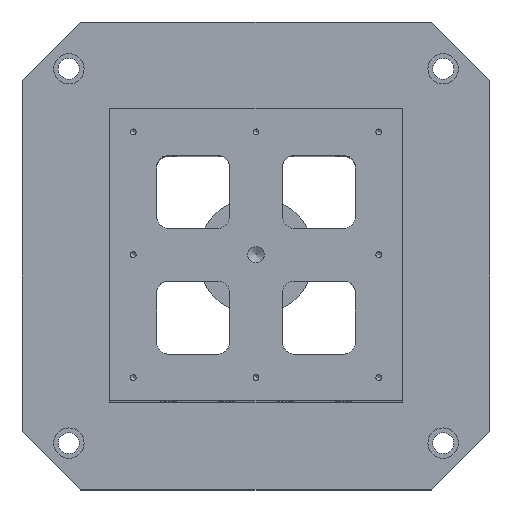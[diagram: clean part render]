
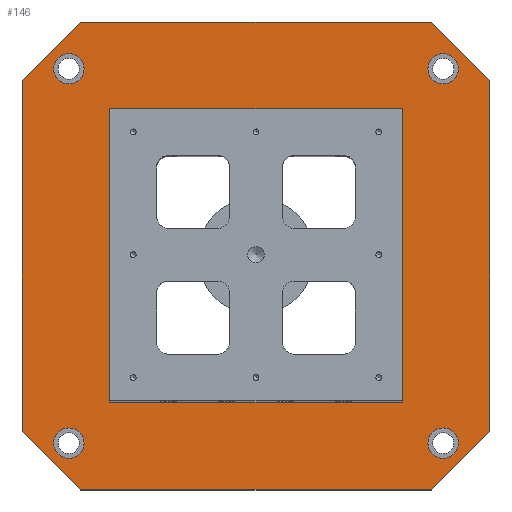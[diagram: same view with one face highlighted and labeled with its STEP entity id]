
A CAD part, top view. The second image highlights one B-rep face of the part: STEP entity #146.
In plain terms, the highlighted planar face has unit normal (0, 0, 1).
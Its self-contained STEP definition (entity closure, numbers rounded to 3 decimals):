
#146 = ADVANCED_FACE( '', ( #719, #720, #721, #722, #723, #724 ), #725, .F. );
#719 = FACE_BOUND( '', #2010, .T. );
#720 = FACE_BOUND( '', #2011, .T. );
#721 = FACE_BOUND( '', #2012, .T. );
#722 = FACE_BOUND( '', #2013, .T. );
#723 = FACE_OUTER_BOUND( '', #2014, .T. );
#724 = FACE_BOUND( '', #2015, .T. );
#725 = PLANE( '', #2016 );
#2010 = EDGE_LOOP( '', ( #3840 ) );
#2011 = EDGE_LOOP( '', ( #3841 ) );
#2012 = EDGE_LOOP( '', ( #3842 ) );
#2013 = EDGE_LOOP( '', ( #3843 ) );
#2014 = EDGE_LOOP( '', ( #3844, #3845, #3846, #3847, #3848, #3849, #3850, #3851 ) );
#2015 = EDGE_LOOP( '', ( #3852, #3853, #3854, #3855 ) );
#2016 = AXIS2_PLACEMENT_3D( '', #3856, #3857, #3858 );
#3840 = ORIENTED_EDGE( '', *, *, #6301, .T. );
#3841 = ORIENTED_EDGE( '', *, *, #6305, .T. );
#3842 = ORIENTED_EDGE( '', *, *, #6309, .T. );
#3843 = ORIENTED_EDGE( '', *, *, #6313, .T. );
#3844 = ORIENTED_EDGE( '', *, *, #6498, .T. );
#3845 = ORIENTED_EDGE( '', *, *, #6499, .T. );
#3846 = ORIENTED_EDGE( '', *, *, #6500, .T. );
#3847 = ORIENTED_EDGE( '', *, *, #6102, .T. );
#3848 = ORIENTED_EDGE( '', *, *, #6501, .T. );
#3849 = ORIENTED_EDGE( '', *, *, #6502, .T. );
#3850 = ORIENTED_EDGE( '', *, *, #6503, .T. );
#3851 = ORIENTED_EDGE( '', *, *, #6504, .T. );
#3852 = ORIENTED_EDGE( '', *, *, #6505, .F. );
#3853 = ORIENTED_EDGE( '', *, *, #6506, .F. );
#3854 = ORIENTED_EDGE( '', *, *, #6507, .F. );
#3855 = ORIENTED_EDGE( '', *, *, #6508, .F. );
#3856 = CARTESIAN_POINT( '', ( -200., 200., 50. ) );
#3857 = DIRECTION( '', ( 0., 0., -1. ) );
#3858 = DIRECTION( '', ( -1., 0., 0. ) );
#6102 = EDGE_CURVE( '', #7090, #7091, #7092, .F. );
#6301 = EDGE_CURVE( '', #7435, #7435, #7436, .T. );
#6305 = EDGE_CURVE( '', #7443, #7443, #7444, .T. );
#6309 = EDGE_CURVE( '', #7451, #7451, #7452, .T. );
#6313 = EDGE_CURVE( '', #7459, #7459, #7460, .T. );
#6498 = EDGE_CURVE( '', #7784, #7785, #7786, .T. );
#6499 = EDGE_CURVE( '', #7785, #7787, #7788, .F. );
#6500 = EDGE_CURVE( '', #7787, #7090, #7789, .T. );
#6501 = EDGE_CURVE( '', #7091, #7790, #7791, .T. );
#6502 = EDGE_CURVE( '', #7790, #7792, #7793, .F. );
#6503 = EDGE_CURVE( '', #7792, #7794, #7795, .T. );
#6504 = EDGE_CURVE( '', #7794, #7784, #7796, .F. );
#6505 = EDGE_CURVE( '', #7797, #7798, #7799, .T. );
#6506 = EDGE_CURVE( '', #7800, #7797, #7801, .T. );
#6507 = EDGE_CURVE( '', #7802, #7800, #7803, .T. );
#6508 = EDGE_CURVE( '', #7798, #7802, #7804, .T. );
#7090 = VERTEX_POINT( '', #8664 );
#7091 = VERTEX_POINT( '', #8665 );
#7092 = LINE( '', #8666, #8667 );
#7435 = VERTEX_POINT( '', #10875 );
#7436 = CIRCLE( '', #10876, 13. );
#7443 = VERTEX_POINT( '', #10883 );
#7444 = CIRCLE( '', #10884, 13. );
#7451 = VERTEX_POINT( '', #10891 );
#7452 = CIRCLE( '', #10892, 13. );
#7459 = VERTEX_POINT( '', #10899 );
#7460 = CIRCLE( '', #10900, 13. );
#7784 = VERTEX_POINT( '', #11332 );
#7785 = VERTEX_POINT( '', #11333 );
#7786 = LINE( '', #11334, #11335 );
#7787 = VERTEX_POINT( '', #11336 );
#7788 = LINE( '', #11337, #11338 );
#7789 = LINE( '', #11339, #11340 );
#7790 = VERTEX_POINT( '', #11341 );
#7791 = LINE( '', #11342, #11343 );
#7792 = VERTEX_POINT( '', #11344 );
#7793 = LINE( '', #11345, #11346 );
#7794 = VERTEX_POINT( '', #11347 );
#7795 = LINE( '', #11348, #11349 );
#7796 = LINE( '', #11350, #11351 );
#7797 = VERTEX_POINT( '', #11352 );
#7798 = VERTEX_POINT( '', #11353 );
#7799 = LINE( '', #11354, #11355 );
#7800 = VERTEX_POINT( '', #11356 );
#7801 = LINE( '', #11357, #11358 );
#7802 = VERTEX_POINT( '', #11359 );
#7803 = LINE( '', #11360, #11361 );
#7804 = LINE( '', #11362, #11363 );
#8664 = CARTESIAN_POINT( '', ( -200., -150., 50. ) );
#8665 = CARTESIAN_POINT( '', ( -150., -200., 50. ) );
#8666 = CARTESIAN_POINT( '', ( -150., -200., 50. ) );
#8667 = VECTOR( '', #14594, 1000. );
#10875 = CARTESIAN_POINT( '', ( -160., -173., 50. ) );
#10876 = AXIS2_PLACEMENT_3D( '', #14899, #14900, #14901 );
#10883 = CARTESIAN_POINT( '', ( 160., -173., 50. ) );
#10884 = AXIS2_PLACEMENT_3D( '', #14911, #14912, #14913 );
#10891 = CARTESIAN_POINT( '', ( 160., 147., 50. ) );
#10892 = AXIS2_PLACEMENT_3D( '', #14923, #14924, #14925 );
#10899 = CARTESIAN_POINT( '', ( -160., 147., 50. ) );
#10900 = AXIS2_PLACEMENT_3D( '', #14935, #14936, #14937 );
#11332 = CARTESIAN_POINT( '', ( 150., 200., 50. ) );
#11333 = CARTESIAN_POINT( '', ( -150., 200., 50. ) );
#11334 = CARTESIAN_POINT( '', ( 200., 200., 50. ) );
#11335 = VECTOR( '', #15274, 1000. );
#11336 = CARTESIAN_POINT( '', ( -200., 150., 50. ) );
#11337 = CARTESIAN_POINT( '', ( -200., 150., 50. ) );
#11338 = VECTOR( '', #15275, 1000. );
#11339 = CARTESIAN_POINT( '', ( -200., 200., 50. ) );
#11340 = VECTOR( '', #15276, 1000. );
#11341 = CARTESIAN_POINT( '', ( 150., -200., 50. ) );
#11342 = CARTESIAN_POINT( '', ( -200., -200., 50. ) );
#11343 = VECTOR( '', #15277, 1000. );
#11344 = CARTESIAN_POINT( '', ( 200., -150., 50. ) );
#11345 = CARTESIAN_POINT( '', ( 200., -150., 50. ) );
#11346 = VECTOR( '', #15278, 1000. );
#11347 = CARTESIAN_POINT( '', ( 200., 150., 50. ) );
#11348 = CARTESIAN_POINT( '', ( 200., -200., 50. ) );
#11349 = VECTOR( '', #15279, 1000. );
#11350 = CARTESIAN_POINT( '', ( 150., 200., 50. ) );
#11351 = VECTOR( '', #15280, 1000. );
#11352 = CARTESIAN_POINT( '', ( -125., 125., 50. ) );
#11353 = CARTESIAN_POINT( '', ( -125., -125., 50. ) );
#11354 = CARTESIAN_POINT( '', ( -125., 200., 50. ) );
#11355 = VECTOR( '', #15281, 1000. );
#11356 = CARTESIAN_POINT( '', ( 125., 125., 50. ) );
#11357 = CARTESIAN_POINT( '', ( -200., 125., 50. ) );
#11358 = VECTOR( '', #15282, 1000. );
#11359 = CARTESIAN_POINT( '', ( 125., -125., 50. ) );
#11360 = CARTESIAN_POINT( '', ( 125., 200., 50. ) );
#11361 = VECTOR( '', #15283, 1000. );
#11362 = CARTESIAN_POINT( '', ( -200., -125., 50. ) );
#11363 = VECTOR( '', #15284, 1000. );
#14594 = DIRECTION( '', ( -0.707, 0.707, 0. ) );
#14899 = CARTESIAN_POINT( '', ( -160., -160., 50. ) );
#14900 = DIRECTION( '', ( 0., 0., -1. ) );
#14901 = DIRECTION( '', ( 0., -1., 0. ) );
#14911 = CARTESIAN_POINT( '', ( 160., -160., 50. ) );
#14912 = DIRECTION( '', ( 0., 0., -1. ) );
#14913 = DIRECTION( '', ( 0., -1., 0. ) );
#14923 = CARTESIAN_POINT( '', ( 160., 160., 50. ) );
#14924 = DIRECTION( '', ( 0., 0., -1. ) );
#14925 = DIRECTION( '', ( 0., -1., 0. ) );
#14935 = CARTESIAN_POINT( '', ( -160., 160., 50. ) );
#14936 = DIRECTION( '', ( 0., 0., -1. ) );
#14937 = DIRECTION( '', ( 0., -1., 0. ) );
#15274 = DIRECTION( '', ( -1., 0., 0. ) );
#15275 = DIRECTION( '', ( 0.707, 0.707, 0. ) );
#15276 = DIRECTION( '', ( 0., -1., 0. ) );
#15277 = DIRECTION( '', ( 1., 0., 0. ) );
#15278 = DIRECTION( '', ( -0.707, -0.707, 0. ) );
#15279 = DIRECTION( '', ( 0., 1., 0. ) );
#15280 = DIRECTION( '', ( 0.707, -0.707, 0. ) );
#15281 = DIRECTION( '', ( 0., -1., 0. ) );
#15282 = DIRECTION( '', ( -1., 0., 0. ) );
#15283 = DIRECTION( '', ( 0., 1., 0. ) );
#15284 = DIRECTION( '', ( 1., 0., 0. ) );
